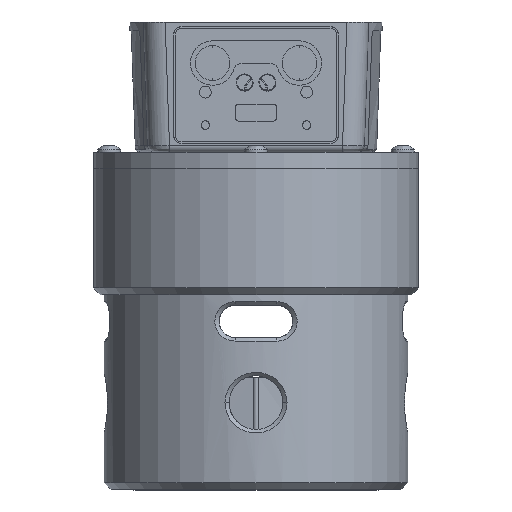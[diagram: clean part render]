
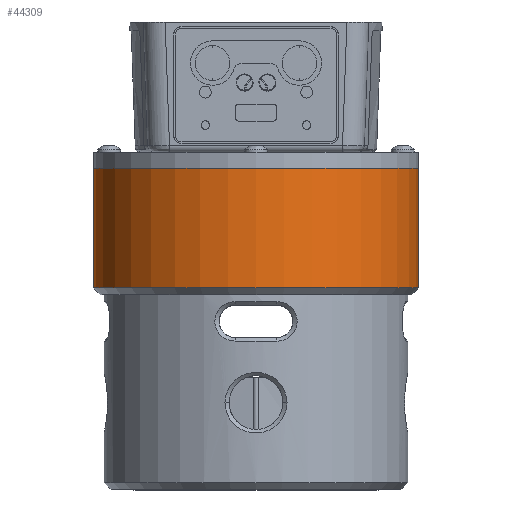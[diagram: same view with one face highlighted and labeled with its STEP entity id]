
A CAD part, front view. The second image highlights one B-rep face of the part: STEP entity #44309.
In plain terms, the highlighted cylindrical face has radius 47.625 mm (diameter 95.25 mm), a partial arc.
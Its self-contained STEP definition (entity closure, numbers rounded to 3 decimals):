
#39211=CARTESIAN_POINT('',(0.,0.,0.));
#39212=DIRECTION('',(0.,0.,-1.));
#39213=DIRECTION('',(1.,0.,0.));
#39214=AXIS2_PLACEMENT_3D('',#39211,#39212,#39213);
#39271=CARTESIAN_POINT('',(0.,0.,35.));
#39272=DIRECTION('',(0.,0.,-1.));
#39273=DIRECTION('',(1.,0.,0.));
#39274=AXIS2_PLACEMENT_3D('',#39271,#39272,#39273);
#39289=DIRECTION('',(0.,0.,-1.));
#39290=VECTOR('',#39289,35.);
#39291=CARTESIAN_POINT('',(-47.625,0.,
35.));
#39292=LINE('',#39291,#39290);
#39293=DIRECTION('',(0.,0.,-1.));
#39294=VECTOR('',#39293,35.);
#39295=CARTESIAN_POINT('',(47.625,0.,
35.));
#39296=LINE('',#39295,#39294);
#39503=CARTESIAN_POINT('',(47.625,0.,0.));
#39504=CARTESIAN_POINT('',(-47.625,0.,0.));
#39505=VERTEX_POINT('',#39503);
#39506=VERTEX_POINT('',#39504);
#39511=CARTESIAN_POINT('',(-47.625,0.,35.));
#39512=CARTESIAN_POINT('',(47.625,0.,35.));
#39513=VERTEX_POINT('',#39511);
#39514=VERTEX_POINT('',#39512);
#44295=CARTESIAN_POINT('',(0.,0.,38.85));
#44296=DIRECTION('',(0.,0.,-1.));
#44297=DIRECTION('',(1.,0.,0.));
#44298=AXIS2_PLACEMENT_3D('',#44295,#44296,#44297);
#44299=CYLINDRICAL_SURFACE('',#44298,47.625);
#44301=ORIENTED_EDGE('',*,*,#44300,.F.);
#44303=ORIENTED_EDGE('',*,*,#44302,.T.);
#44304=ORIENTED_EDGE('',*,*,#44259,.T.);
#44306=ORIENTED_EDGE('',*,*,#44305,.F.);
#44307=EDGE_LOOP('',(#44301,#44303,#44304,#44306));
#44308=FACE_OUTER_BOUND('',#44307,.F.);
#44309=ADVANCED_FACE('',(#44308),#44299,.T.);
#39215=CIRCLE('',#39214,47.625);
#39275=CIRCLE('',#39274,47.625);
#44259=EDGE_CURVE('',#39505,#39506,#39215,.T.);
#44300=EDGE_CURVE('',#39514,#39513,#39275,.T.);
#44302=EDGE_CURVE('',#39514,#39505,#39296,.T.);
#44305=EDGE_CURVE('',#39513,#39506,#39292,.T.);
